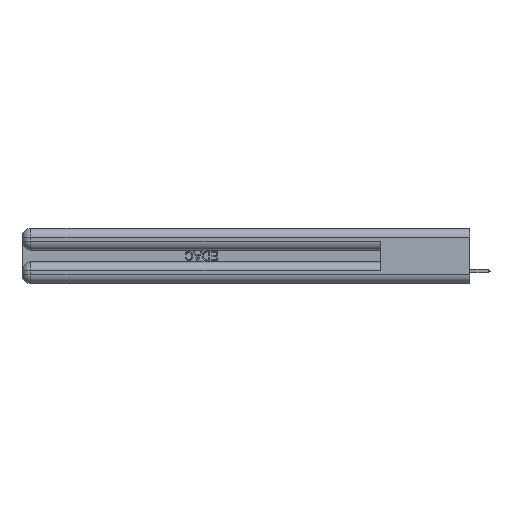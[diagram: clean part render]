
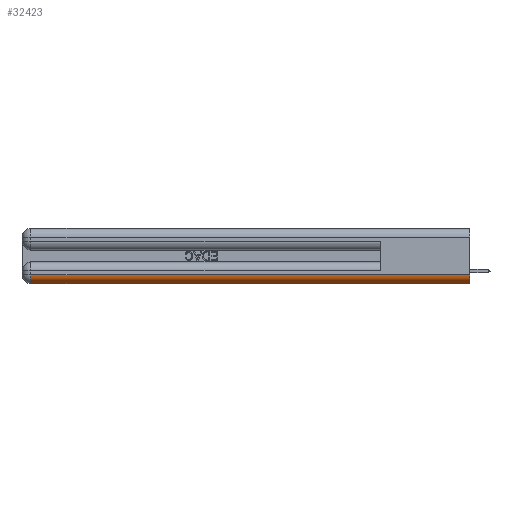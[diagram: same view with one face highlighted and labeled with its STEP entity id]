
A CAD part, left-side view. The second image highlights one B-rep face of the part: STEP entity #32423.
In plain terms, the highlighted cylindrical face has radius 1.524 mm (diameter 3.048 mm), a partial arc.
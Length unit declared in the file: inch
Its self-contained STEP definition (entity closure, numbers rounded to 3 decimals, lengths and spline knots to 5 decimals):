
#187 = DIRECTION ( 'NONE',  ( 0., 1., 0. ) ) ;
#1513 = EDGE_CURVE ( 'NONE', #27399, #46036, #7741, .T. ) ;
#1620 = CARTESIAN_POINT ( 'NONE',  ( 0.06, 0., 0.06 ) ) ;
#3758 = AXIS2_PLACEMENT_3D ( 'NONE', #1620, #50709, #30171 ) ;
#3786 = EDGE_CURVE ( 'NONE', #46036, #41691, #27318, .T. ) ;
#4403 = FACE_OUTER_BOUND ( 'NONE', #16453, .T. ) ;
#6332 = VERTEX_POINT ( 'NONE', #47944 ) ;
#6510 = DIRECTION ( 'NONE',  ( 0., -1., 0. ) ) ;
#7434 = CARTESIAN_POINT ( 'NONE',  ( 0., 2.94, 0.06 ) ) ;
#7741 = LINE ( 'NONE', #41536, #29929 ) ;
#10147 = DIRECTION ( 'NONE',  ( 0., 0., 1. ) ) ;
#13375 = AXIS2_PLACEMENT_3D ( 'NONE', #25092, #187, #10147 ) ;
#13893 = CYLINDRICAL_SURFACE ( 'NONE', #3758, 0.06 ) ;
#14752 = CIRCLE ( 'NONE', #43019, 0.06 ) ;
#16453 = EDGE_LOOP ( 'NONE', ( #32528, #50521, #39132, #49742 ) ) ;
#24351 = LINE ( 'NONE', #28922, #44753 ) ;
#24453 = DIRECTION ( 'NONE',  ( 0., 1., 0. ) ) ;
#25092 = CARTESIAN_POINT ( 'NONE',  ( 0.06, 2.94, 0.06 ) ) ;
#27318 = CIRCLE ( 'NONE', #13375, 0.06 ) ;
#27399 = VERTEX_POINT ( 'NONE', #51481 ) ;
#28922 = CARTESIAN_POINT ( 'NONE',  ( 0., 0., 0.06 ) ) ;
#29929 = VECTOR ( 'NONE', #24453, 39.37008 ) ;
#30171 = DIRECTION ( 'NONE',  ( 0., 0., 1. ) ) ;
#32423 = ADVANCED_FACE ( 'NONE', ( #4403 ), #13893, .T. ) ;
#32528 = ORIENTED_EDGE ( 'NONE', *, *, #42681, .F. ) ;
#32822 = CARTESIAN_POINT ( 'NONE',  ( 0.06, 2.94, 0. ) ) ;
#35210 = CARTESIAN_POINT ( 'NONE',  ( 0.06, 0., 0.06 ) ) ;
#37127 = DIRECTION ( 'NONE',  ( 0., -1., 0. ) ) ;
#39132 = ORIENTED_EDGE ( 'NONE', *, *, #3786, .F. ) ;
#39328 = DIRECTION ( 'NONE',  ( 0., 0., 1. ) ) ;
#41536 = CARTESIAN_POINT ( 'NONE',  ( 0.06, 3., 0. ) ) ;
#41691 = VERTEX_POINT ( 'NONE', #7434 ) ;
#42681 = EDGE_CURVE ( 'NONE', #6332, #27399, #14752, .T. ) ;
#43019 = AXIS2_PLACEMENT_3D ( 'NONE', #35210, #6510, #39328 ) ;
#44753 = VECTOR ( 'NONE', #37127, 39.37008 ) ;
#46036 = VERTEX_POINT ( 'NONE', #32822 ) ;
#47944 = CARTESIAN_POINT ( 'NONE',  ( 0., 0., 0.06 ) ) ;
#49742 = ORIENTED_EDGE ( 'NONE', *, *, #1513, .F. ) ;
#50521 = ORIENTED_EDGE ( 'NONE', *, *, #52331, .F. ) ;
#50709 = DIRECTION ( 'NONE',  ( 0., 1., 0. ) ) ;
#51481 = CARTESIAN_POINT ( 'NONE',  ( 0.06, 0., 0. ) ) ;
#52331 = EDGE_CURVE ( 'NONE', #41691, #6332, #24351, .T. ) ;
